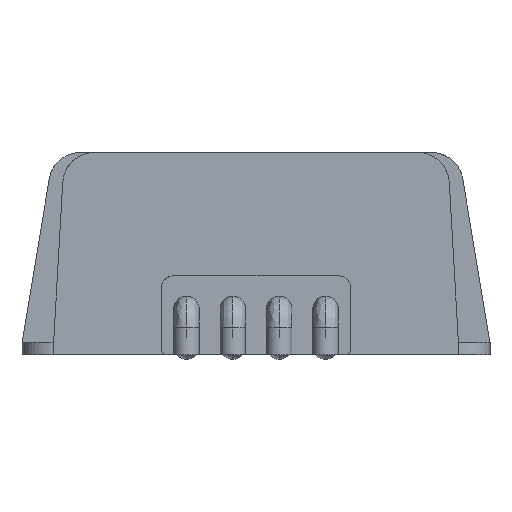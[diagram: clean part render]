
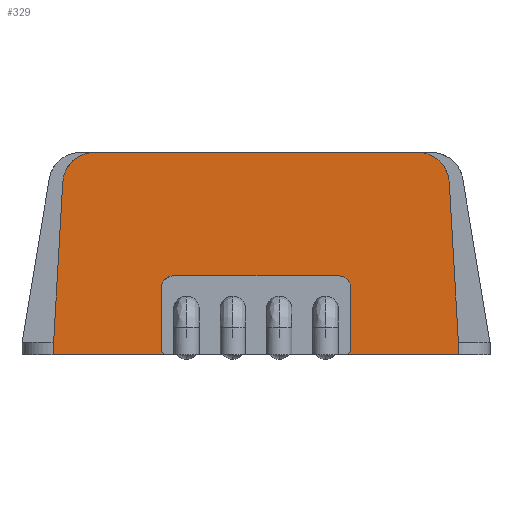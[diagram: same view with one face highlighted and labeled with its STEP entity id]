
A CAD part, front view. The second image highlights one B-rep face of the part: STEP entity #329.
In plain terms, the highlighted planar face has unit normal (0, -1, 0).
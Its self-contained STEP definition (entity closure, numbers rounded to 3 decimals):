
#329=ADVANCED_FACE('',(#567),#3817,.T.);
#567=FACE_OUTER_BOUND('',#809,.T.);
#809=EDGE_LOOP('',(#1625,#1626,#1627,#1628,#1629,#1630,#1631,#1632));
#1625=ORIENTED_EDGE('',*,*,#2528,.F.);
#1626=ORIENTED_EDGE('',*,*,#2538,.F.);
#1627=ORIENTED_EDGE('',*,*,#2534,.F.);
#1628=ORIENTED_EDGE('',*,*,#2537,.F.);
#1629=ORIENTED_EDGE('',*,*,#2493,.F.);
#1630=ORIENTED_EDGE('',*,*,#2524,.T.);
#1631=ORIENTED_EDGE('',*,*,#2488,.F.);
#1632=ORIENTED_EDGE('',*,*,#2530,.T.);
#2488=EDGE_CURVE('',#3527,#3626,#2983,.T.);
#2493=EDGE_CURVE('',#3628,#3612,#2985,.T.);
#2524=EDGE_CURVE('',#3628,#3626,#3002,.T.);
#2528=EDGE_CURVE('',#3643,#3644,#3304,.T.);
#2530=EDGE_CURVE('',#3527,#3644,#3006,.T.);
#2534=EDGE_CURVE('',#3645,#3646,#3306,.T.);
#2537=EDGE_CURVE('',#3612,#3645,#3011,.T.);
#2538=EDGE_CURVE('',#3646,#3643,#3012,.T.);
#2983=B_SPLINE_CURVE_WITH_KNOTS('',1,(#8435,#8436),.UNSPECIFIED.,.F.,.F.,
(2,2),(-2.,0.),.UNSPECIFIED.);
#2985=B_SPLINE_CURVE_WITH_KNOTS('',1,(#8448,#8449),.UNSPECIFIED.,.F.,.F.,
(2,2),(0.,2.),.UNSPECIFIED.);
#3002=B_SPLINE_CURVE_WITH_KNOTS('',1,(#8532,#8533),.UNSPECIFIED.,.F.,.F.,
(2,2),(0.,64.),.UNSPECIFIED.);
#3006=B_SPLINE_CURVE_WITH_KNOTS('',1,(#8546,#8547),.UNSPECIFIED.,.F.,.F.,
(2,2),(0.,25.325),.UNSPECIFIED.);
#3011=B_SPLINE_CURVE_WITH_KNOTS('',1,(#8562,#8563),.UNSPECIFIED.,.F.,.F.,
(2,2),(0.,25.325),.UNSPECIFIED.);
#3012=B_SPLINE_CURVE_WITH_KNOTS('',1,(#8564,#8565),.UNSPECIFIED.,.F.,.F.,
(2,2),(0.,51.137),.UNSPECIFIED.);
#3304=(
BOUNDED_CURVE()
B_SPLINE_CURVE(2,(#8541,#8542,#8543),.UNSPECIFIED.,.F.,.F.)
B_SPLINE_CURVE_WITH_KNOTS((3,3),(0.,7.57),.UNSPECIFIED.)
CURVE()
GEOMETRIC_REPRESENTATION_ITEM()
RATIONAL_B_SPLINE_CURVE((1.,0.727,1.))
REPRESENTATION_ITEM('')
);
#3306=(
BOUNDED_CURVE()
B_SPLINE_CURVE(2,(#8555,#8556,#8557),.UNSPECIFIED.,.F.,.F.)
B_SPLINE_CURVE_WITH_KNOTS((3,3),(-7.57,0.),.UNSPECIFIED.)
CURVE()
GEOMETRIC_REPRESENTATION_ITEM()
RATIONAL_B_SPLINE_CURVE((1.,0.727,1.))
REPRESENTATION_ITEM('')
);
#3527=VERTEX_POINT('',#7646);
#3612=VERTEX_POINT('',#7731);
#3626=VERTEX_POINT('',#7745);
#3628=VERTEX_POINT('',#7747);
#3643=VERTEX_POINT('',#7762);
#3644=VERTEX_POINT('',#7763);
#3645=VERTEX_POINT('',#7764);
#3646=VERTEX_POINT('',#7765);
#3817=PLANE('',#4075);
#4075=AXIS2_PLACEMENT_3D('',#7080,#4227,$);
#4227=DIRECTION('',(0.,-1.,0.));
#7080=CARTESIAN_POINT('',(-1.54,0.028,35.4));
#7646=CARTESIAN_POINT('',(68.98,0.028,2.08));
#7731=CARTESIAN_POINT('',(4.98,0.028,2.08));
#7745=CARTESIAN_POINT('',(68.98,0.028,0.08));
#7747=CARTESIAN_POINT('',(4.98,0.028,0.08));
#7762=CARTESIAN_POINT('',(62.549,0.028,32.08));
#7763=CARTESIAN_POINT('',(67.541,0.028,27.365));
#7764=CARTESIAN_POINT('',(6.42,0.028,27.365));
#7765=CARTESIAN_POINT('',(11.412,0.028,32.08));
#8435=CARTESIAN_POINT('',(68.98,0.028,2.08));
#8436=CARTESIAN_POINT('',(68.98,0.028,0.08));
#8448=CARTESIAN_POINT('',(4.98,0.028,0.08));
#8449=CARTESIAN_POINT('',(4.98,0.028,2.08));
#8532=CARTESIAN_POINT('',(4.98,0.028,0.08));
#8533=CARTESIAN_POINT('',(68.98,0.028,0.08));
#8541=CARTESIAN_POINT('',(62.549,0.028,32.08));
#8542=CARTESIAN_POINT('',(67.273,0.028,32.08));
#8543=CARTESIAN_POINT('',(67.541,0.028,27.365));
#8546=CARTESIAN_POINT('',(68.98,0.028,2.08));
#8547=CARTESIAN_POINT('',(67.541,0.028,27.365));
#8555=CARTESIAN_POINT('',(6.42,0.028,27.365));
#8556=CARTESIAN_POINT('',(6.688,0.028,32.08));
#8557=CARTESIAN_POINT('',(11.412,0.028,32.08));
#8562=CARTESIAN_POINT('',(4.98,0.028,2.08));
#8563=CARTESIAN_POINT('',(6.42,0.028,27.365));
#8564=CARTESIAN_POINT('',(11.412,0.028,32.08));
#8565=CARTESIAN_POINT('',(62.549,0.028,32.08));
